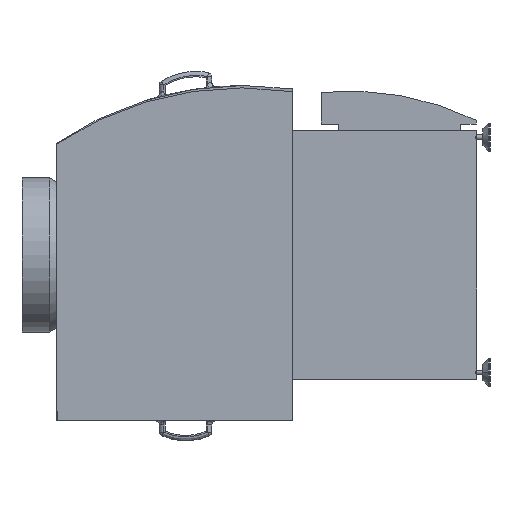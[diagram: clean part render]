
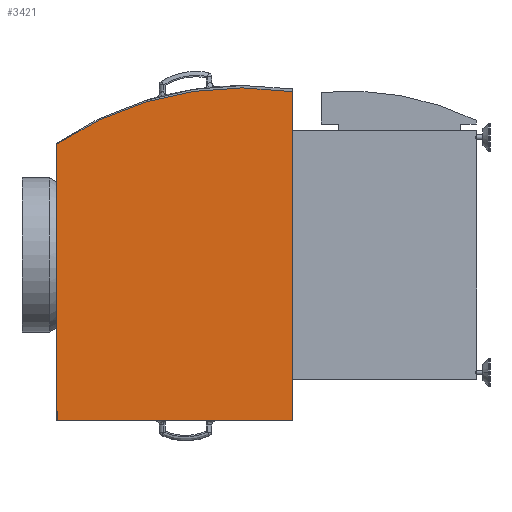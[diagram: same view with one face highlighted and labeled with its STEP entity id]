
A CAD part, left-side view. The second image highlights one B-rep face of the part: STEP entity #3421.
In plain terms, the highlighted planar face has unit normal (-1, 0, 0).
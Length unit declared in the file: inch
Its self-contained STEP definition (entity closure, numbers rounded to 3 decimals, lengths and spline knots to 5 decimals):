
#341=PLANE('',#3855);
#510=FACE_OUTER_BOUND('',#731,.T.);
#731=EDGE_LOOP('',(#2755,#2756,#2757,#2758));
#947=LINE('',#5586,#1222);
#981=LINE('',#5666,#1256);
#989=LINE('',#5918,#1264);
#1222=VECTOR('',#4468,39.37008);
#1256=VECTOR('',#4548,39.37008);
#1264=VECTOR('',#4558,39.37008);
#1491=CIRCLE('',#3856,47.42523);
#1701=VERTEX_POINT('',#5584);
#1702=VERTEX_POINT('',#5585);
#1725=VERTEX_POINT('',#5665);
#1736=VERTEX_POINT('',#5917);
#2056=EDGE_CURVE('',#1701,#1702,#947,.T.);
#2093=EDGE_CURVE('',#1702,#1725,#981,.T.);
#2105=EDGE_CURVE('',#1725,#1736,#989,.T.);
#2106=EDGE_CURVE('',#1736,#1701,#1491,.T.);
#2755=ORIENTED_EDGE('',*,*,#2105,.F.);
#2756=ORIENTED_EDGE('',*,*,#2093,.F.);
#2757=ORIENTED_EDGE('',*,*,#2056,.F.);
#2758=ORIENTED_EDGE('',*,*,#2106,.F.);
#3421=ADVANCED_FACE('',(#510),#341,.F.);
#3855=AXIS2_PLACEMENT_3D('',#5916,#4556,#4557);
#3856=AXIS2_PLACEMENT_3D('',#5919,#4559,#4560);
#4468=DIRECTION('',(0.,0.,-1.));
#4548=DIRECTION('',(0.,1.,0.));
#4556=DIRECTION('center_axis',(1.,0.,0.));
#4557=DIRECTION('ref_axis',(0.,0.,-1.));
#4558=DIRECTION('',(0.,0.002,1.));
#4559=DIRECTION('center_axis',(1.,0.,0.));
#4560=DIRECTION('ref_axis',(0.,0.,-1.));
#5584=CARTESIAN_POINT('',(-90.74701,0.,5.51181));
#5585=CARTESIAN_POINT('',(-90.74701,0.,-41.33858));
#5586=CARTESIAN_POINT('',(-90.74701,0.,5.90551));
#5665=CARTESIAN_POINT('',(-90.74701,33.46457,-41.33858));
#5666=CARTESIAN_POINT('',(-90.74701,0.,-41.33858));
#5916=CARTESIAN_POINT('Origin',(-90.74701,-26.25984,-35.43307));
#5917=CARTESIAN_POINT('',(-90.74701,33.54638,-1.96859));
#5918=CARTESIAN_POINT('',(-90.74701,33.46457,-41.33858));
#5919=CARTESIAN_POINT('Origin',(-90.74701,7.15298,-41.37088));
